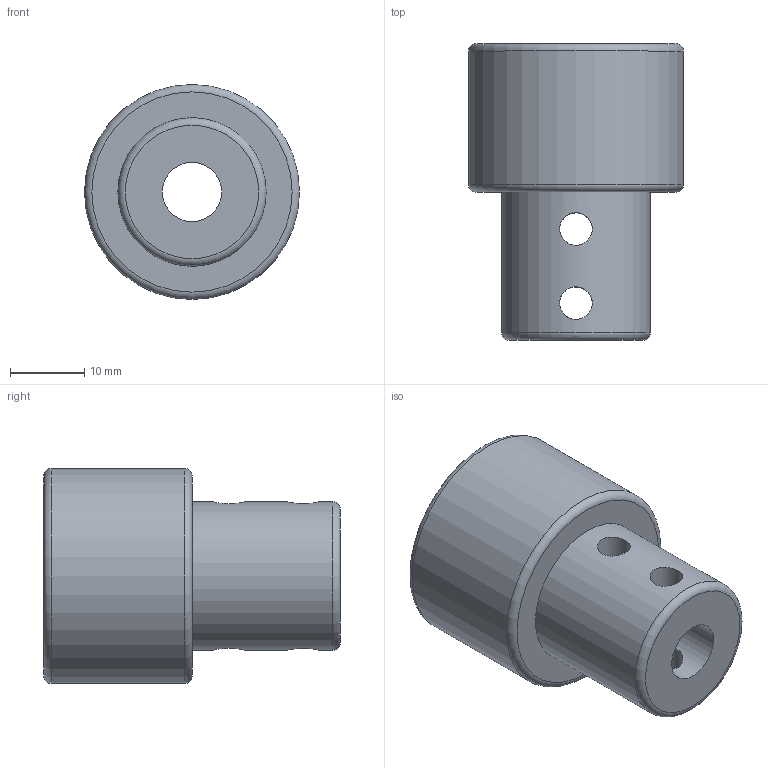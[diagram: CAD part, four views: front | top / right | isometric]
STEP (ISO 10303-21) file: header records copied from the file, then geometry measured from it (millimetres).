
FILE_DESCRIPTION(('FreeCAD Model'),'2;1');
FILE_NAME( 'Piece_Debroussailleuse_step.step', '2019-06-11T14:04:02',('Author'),(''), 'Open CASCADE STEP processor 7.3','FreeCAD','Unknown');
FILE_SCHEMA(('AUTOMOTIVE_DESIGN { 1 0 10303 214 1 1 1 1 }'));
Length unit declared in the file: millimetre
Products named in the file (1): Body
Bounding box: 29 x 40 x 29 mm (x, y, z)
Volume: 12268.6 mm3; surface area: 6087.7 mm2
Topology: 1 solids, 1 shells, 19 faces, 36 edges, 23 vertices
Faces by surface type: cylinder 10, plane 6, torus 3
Full cylindrical faces by diameter (mm): 4.4 x4, 8 x1, 10 x1, 17 x1, 20 x1, 23 x1, 29 x1
Entity records: 2886 total; most frequent: CARTESIAN_POINT 2101, DIRECTION 139, ORIENTED_EDGE 72, PCURVE 72, DEFINITIONAL_REPRESENTATION 72, LINE 54, VECTOR 54, AXIS2_PLACEMENT_3D 38
